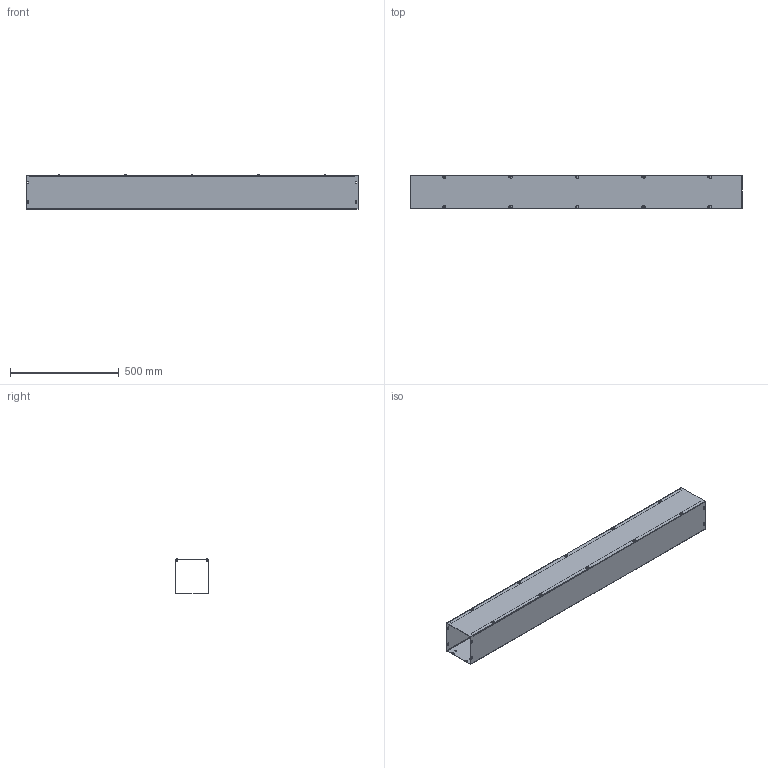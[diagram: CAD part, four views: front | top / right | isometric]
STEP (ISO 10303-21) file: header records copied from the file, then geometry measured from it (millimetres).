
FILE_DESCRIPTION(/* description */ ('WW, S, NK, BLR, GALV, 6X6X60'),/* implementation_level */ '2;1');
FILE_NAME(/* name */ 'S6660GNK.stp',/* time_stamp */ '2017-06-27T12:29:35+06:00',/* author */ ('vdas'),/* organization */ (''),/* preprocessor_version */ 'ST-DEVELOPER v16.1',/* originating_system */ 'Autodesk Inventor 2016',/* authorisation */ '');
FILE_SCHEMA (('AUTOMOTIVE_DESIGN { 1 0 10303 214 3 1 1 }'));
Length unit declared in the file: inch
Products named in the file (4): S6660GNKBLR; S6660GNKLID; 372141; S6660GNK
Assembly tree (12 placements, depth 2):
  S6660GNK
    S6660GNKBLR
    S6660GNKLID
    372141  x10
Bounding box: 1524 x 155.57 x 160.59 mm (x, y, z)
Volume: 1564877.7 mm3; surface area: 1985802.2 mm2
Topology: 12 solids, 12 shells, 962 faces, 2312 edges, 1384 vertices
Faces by surface type: plane 346, cone 270, cylinder 186, torus 140, bspline 20
Full cylindrical faces by diameter (mm): 4.089 x10, 4.595 x80, 6.35 x4, 7.938 x10
Entity records: 9128 total; most frequent: CARTESIAN_POINT 2095, DIRECTION 1414, ORIENTED_EDGE 1308, EDGE_CURVE 654, AXIS2_PLACEMENT_3D 535, VERTEX_POINT 452, EDGE_LOOP 418, LINE 344
